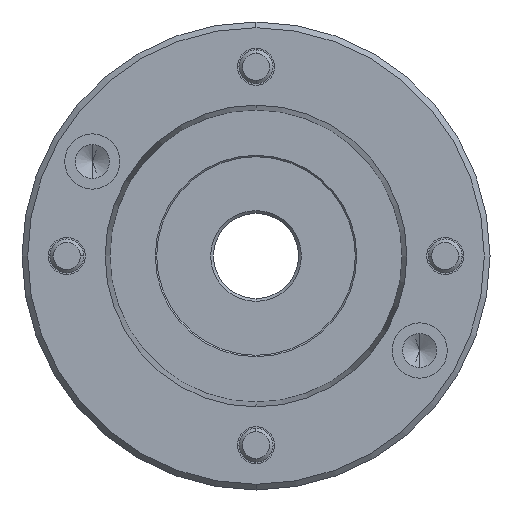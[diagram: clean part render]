
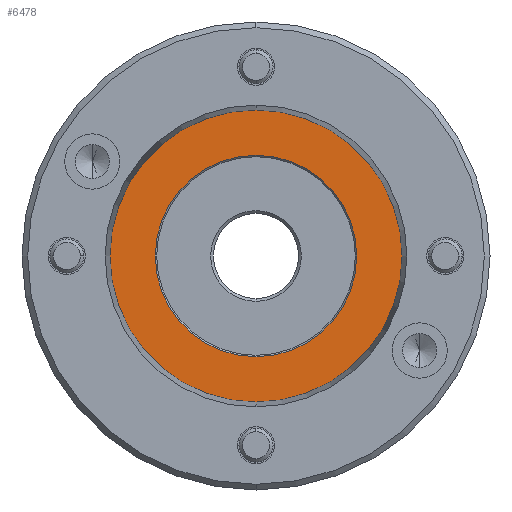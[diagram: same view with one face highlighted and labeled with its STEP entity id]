
A CAD part, left-side view. The second image highlights one B-rep face of the part: STEP entity #6478.
In plain terms, the highlighted planar face has unit normal (-1, 0, 0).
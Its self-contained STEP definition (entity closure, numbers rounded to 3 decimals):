
#103 = EDGE_LOOP ( 'NONE', ( #2710, #1520 ) ) ;
#137 = AXIS2_PLACEMENT_3D ( 'NONE', #3020, #7285, #3637 ) ;
#323 = EDGE_CURVE ( 'NONE', #1510, #5641, #1642, .T. ) ;
#362 = DIRECTION ( 'NONE',  ( 1., 0., 0. ) ) ;
#462 = DIRECTION ( 'NONE',  ( 0., 0., 1. ) ) ;
#1378 = FACE_OUTER_BOUND ( 'NONE', #1509, .T. ) ;
#1383 = ORIENTED_EDGE ( 'NONE', *, *, #5296, .F. ) ;
#1509 = EDGE_LOOP ( 'NONE', ( #1667, #1383 ) ) ;
#1510 = VERTEX_POINT ( 'NONE', #7640 ) ;
#1520 = ORIENTED_EDGE ( 'NONE', *, *, #3882, .T. ) ;
#1539 = CIRCLE ( 'NONE', #7040, 35.5 ) ;
#1642 = CIRCLE ( 'NONE', #2632, 51.5 ) ;
#1667 = ORIENTED_EDGE ( 'NONE', *, *, #323, .F. ) ;
#2298 = PLANE ( 'NONE',  #4461 ) ;
#2632 = AXIS2_PLACEMENT_3D ( 'NONE', #3458, #7112, #2852 ) ;
#2709 = CARTESIAN_POINT ( 'NONE',  ( 17., 0., 51.5 ) ) ;
#2710 = ORIENTED_EDGE ( 'NONE', *, *, #7248, .T. ) ;
#2852 = DIRECTION ( 'NONE',  ( 0., 0., -1. ) ) ;
#3020 = CARTESIAN_POINT ( 'NONE',  ( 17., 0., 0. ) ) ;
#3458 = CARTESIAN_POINT ( 'NONE',  ( 17., 0., 0. ) ) ;
#3536 = DIRECTION ( 'NONE',  ( 0., 0., 1. ) ) ;
#3637 = DIRECTION ( 'NONE',  ( 0., 0., -1. ) ) ;
#3786 = VERTEX_POINT ( 'NONE', #4476 ) ;
#3882 = EDGE_CURVE ( 'NONE', #3786, #5929, #5643, .T. ) ;
#4000 = CARTESIAN_POINT ( 'NONE',  ( 17., 0., 0. ) ) ;
#4096 = DIRECTION ( 'NONE',  ( 1., 0., 0. ) ) ;
#4266 = CIRCLE ( 'NONE', #137, 51.5 ) ;
#4461 = AXIS2_PLACEMENT_3D ( 'NONE', #6584, #7195, #3536 ) ;
#4476 = CARTESIAN_POINT ( 'NONE',  ( 17., 0., -35.5 ) ) ;
#4622 = DIRECTION ( 'NONE',  ( 0., 0., 1. ) ) ;
#4932 = FACE_BOUND ( 'NONE', #103, .T. ) ;
#5296 = EDGE_CURVE ( 'NONE', #5641, #1510, #4266, .T. ) ;
#5641 = VERTEX_POINT ( 'NONE', #2709 ) ;
#5643 = CIRCLE ( 'NONE', #5945, 35.5 ) ;
#5929 = VERTEX_POINT ( 'NONE', #6072 ) ;
#5945 = AXIS2_PLACEMENT_3D ( 'NONE', #4000, #362, #4622 ) ;
#6072 = CARTESIAN_POINT ( 'NONE',  ( 17., 0., 35.5 ) ) ;
#6478 = ADVANCED_FACE ( 'NONE', ( #4932, #1378 ), #2298, .T. ) ;
#6584 = CARTESIAN_POINT ( 'NONE',  ( 17., 35., 0. ) ) ;
#7040 = AXIS2_PLACEMENT_3D ( 'NONE', #7740, #4096, #462 ) ;
#7112 = DIRECTION ( 'NONE',  ( 1., 0., 0. ) ) ;
#7195 = DIRECTION ( 'NONE',  ( -1., 0., 0. ) ) ;
#7248 = EDGE_CURVE ( 'NONE', #5929, #3786, #1539, .T. ) ;
#7285 = DIRECTION ( 'NONE',  ( 1., 0., 0. ) ) ;
#7640 = CARTESIAN_POINT ( 'NONE',  ( 17., 0., -51.5 ) ) ;
#7740 = CARTESIAN_POINT ( 'NONE',  ( 17., 0., 0. ) ) ;
